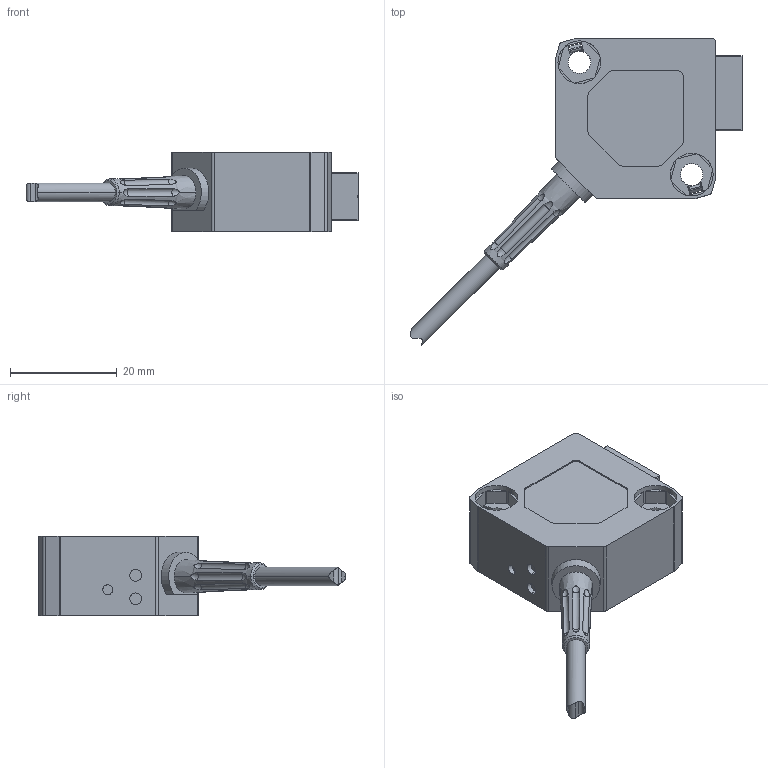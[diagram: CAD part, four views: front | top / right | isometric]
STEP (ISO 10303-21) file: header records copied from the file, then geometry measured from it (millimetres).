
FILE_DESCRIPTION (( 'STEP AP214' ), '1' );
FILE_NAME ('LHK_3031_301.STEP', '2021-04-07T11:44:45', ( '' ), ( '' ), 'SwSTEP 2.0', 'SolidWorks 2021', '' );
FILE_SCHEMA (( 'AUTOMOTIVE_DESIGN' ));
Length unit declared in the file: millimetre
Products named in the file (1): LHK_3031_301
Bounding box: 62.07 x 57.5 x 14.85 mm (x, y, z)
Volume: 13173.6 mm3; surface area: 4945.6 mm2
Topology: 1 solids, 1 shells, 198 faces, 550 edges, 366 vertices
Faces by surface type: plane 116, cylinder 62, torus 16, cone 4
Entity records: 6771 total; most frequent: CARTESIAN_POINT 1564, ORIENTED_EDGE 1100, DIRECTION 1071, EDGE_CURVE 550, AXIS2_PLACEMENT_3D 375, VERTEX_POINT 366, VECTOR 321, LINE 321
